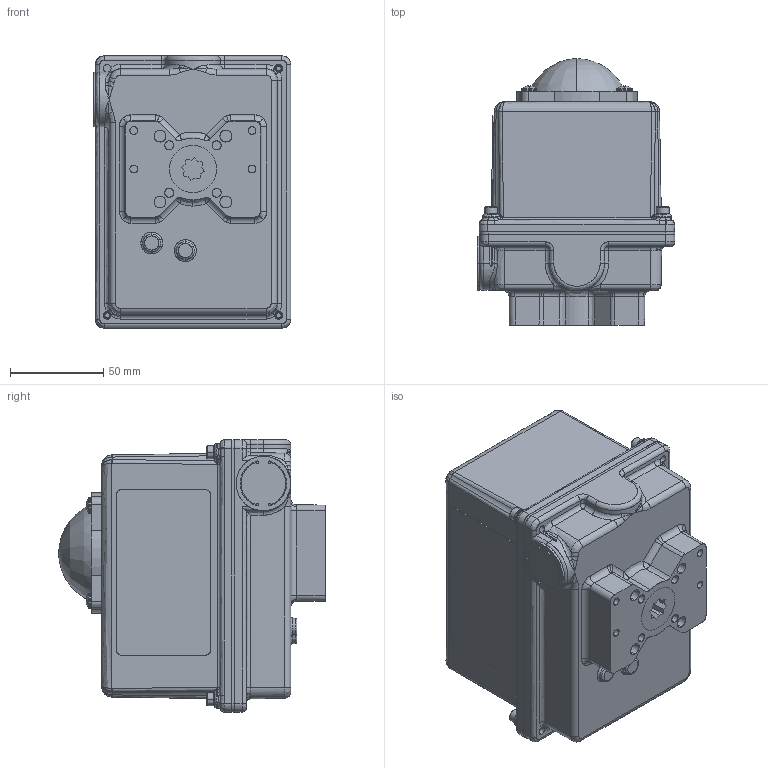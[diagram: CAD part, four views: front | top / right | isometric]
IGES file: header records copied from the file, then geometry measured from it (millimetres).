
Start section: SolidWorks IGES file using analytic representation for surfaces
Global section: file name: R Series Nema 4.IGS; native system: SolidWorks 2013; preprocessor: SolidWorks 2013; author: merion; date: 140507.125814; units: inch
Bounding box: 106.17 x 142.99 x 146.05 mm (x, y, z)
Surface area: 83481.1 mm2 (no closed solid volume)
Topology: 0 solids, 0 shells, 776 faces, 8479 edges, 8457 vertices
Faces by surface type: bspline 433, revolution 343
